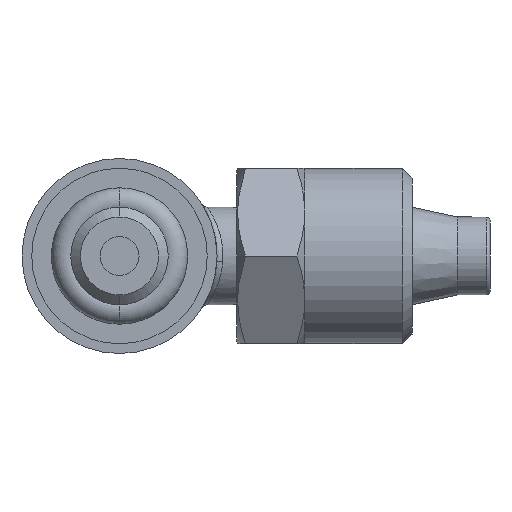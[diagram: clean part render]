
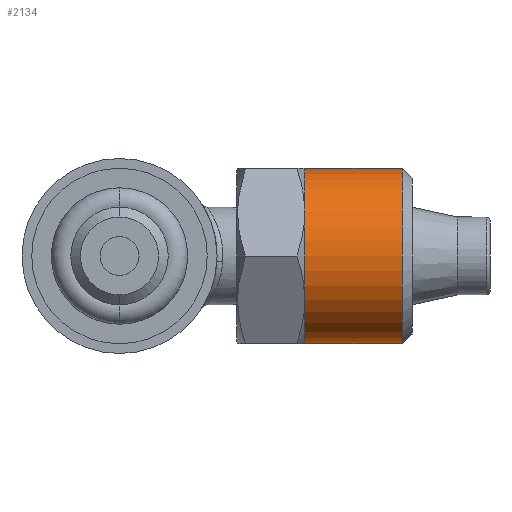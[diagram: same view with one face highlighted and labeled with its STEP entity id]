
A CAD part, front view. The second image highlights one B-rep face of the part: STEP entity #2134.
In plain terms, the highlighted cylindrical face has radius 4.5 mm (diameter 9 mm), a partial arc.
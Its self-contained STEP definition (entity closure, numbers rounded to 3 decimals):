
#39 = CARTESIAN_POINT ( 'NONE',  ( 14.5, 12.5, -4.5 ) ) ;
#50 = DIRECTION ( 'NONE',  ( 0., 0., -1. ) ) ;
#51 = DIRECTION ( 'NONE',  ( -1., 0., 0. ) ) ;
#52 = CARTESIAN_POINT ( 'NONE',  ( 9.5, 12.5, 0. ) ) ;
#53 = AXIS2_PLACEMENT_3D ( 'NONE', #52, #51, #50 ) ;
#54 = CIRCLE ( 'NONE', #53, 4.5 ) ;
#339 = CARTESIAN_POINT ( 'NONE',  ( 9.5, 8.603, 2.25 ) ) ;
#368 = CARTESIAN_POINT ( 'NONE',  ( 9.5, 12.5, 0. ) ) ;
#372 = CIRCLE ( 'NONE', #377, 4.5 ) ;
#376 = CARTESIAN_POINT ( 'NONE',  ( 14.5, 12.5, 0. ) ) ;
#377 = AXIS2_PLACEMENT_3D ( 'NONE', #368, #378, #385 ) ;
#378 = DIRECTION ( 'NONE',  ( -1., 0., 0. ) ) ;
#379 = CARTESIAN_POINT ( 'NONE',  ( 9.5, 12.5, 4.5 ) ) ;
#383 = DIRECTION ( 'NONE',  ( 0., 0., -1. ) ) ;
#384 = DIRECTION ( 'NONE',  ( -1., 0., 0. ) ) ;
#385 = DIRECTION ( 'NONE',  ( 0., 0., -1. ) ) ;
#386 = AXIS2_PLACEMENT_3D ( 'NONE', #376, #384, #383 ) ;
#387 = CIRCLE ( 'NONE', #386, 4.5 ) ;
#440 = CARTESIAN_POINT ( 'NONE',  ( 9.5, 8.603, -2.25 ) ) ;
#441 = CARTESIAN_POINT ( 'NONE',  ( 14.5, 12.5, 4.5 ) ) ;
#468 = CARTESIAN_POINT ( 'NONE',  ( 9.5, 12.5, -4.5 ) ) ;
#488 = CIRCLE ( 'NONE', #493, 4.5 ) ;
#489 = CARTESIAN_POINT ( 'NONE',  ( 9.5, 12.5, 0. ) ) ;
#490 = DIRECTION ( 'NONE',  ( -1., 0., 0. ) ) ;
#492 = DIRECTION ( 'NONE',  ( 0., 0., -1. ) ) ;
#493 = AXIS2_PLACEMENT_3D ( 'NONE', #489, #490, #492 ) ;
#531 = VECTOR ( 'NONE', #536, 1000. ) ;
#532 = CARTESIAN_POINT ( 'NONE',  ( 3.581, 12.5, -4.5 ) ) ;
#536 = DIRECTION ( 'NONE',  ( -1., 0., 0. ) ) ;
#543 = LINE ( 'NONE', #532, #531 ) ;
#2101 = EDGE_CURVE ( 'NONE', #2206, #2215, #4151, .T. ) ;
#2134 = ADVANCED_FACE ( 'NONE', ( #4194 ), #4193, .T. ) ;
#2149 = ORIENTED_EDGE ( 'NONE', *, *, #2101, .T. ) ;
#2173 = VERTEX_POINT ( 'NONE', #39 ) ;
#2174 = EDGE_LOOP ( 'NONE', ( #2180, #2149, #2209, #2219, #2190, #2296 ) ) ;
#2180 = ORIENTED_EDGE ( 'NONE', *, *, #2198, .T. ) ;
#2182 = EDGE_CURVE ( 'NONE', #2193, #2215, #54, .T. ) ;
#2184 = EDGE_CURVE ( 'NONE', #2173, #2228, #543, .T. ) ;
#2190 = ORIENTED_EDGE ( 'NONE', *, *, #2240, .F. ) ;
#2193 = VERTEX_POINT ( 'NONE', #339 ) ;
#2195 = EDGE_CURVE ( 'NONE', #2214, #2193, #372, .T. ) ;
#2198 = EDGE_CURVE ( 'NONE', #2173, #2206, #387, .T. ) ;
#2206 = VERTEX_POINT ( 'NONE', #441 ) ;
#2209 = ORIENTED_EDGE ( 'NONE', *, *, #2182, .F. ) ;
#2214 = VERTEX_POINT ( 'NONE', #440 ) ;
#2215 = VERTEX_POINT ( 'NONE', #379 ) ;
#2219 = ORIENTED_EDGE ( 'NONE', *, *, #2195, .F. ) ;
#2228 = VERTEX_POINT ( 'NONE', #468 ) ;
#2240 = EDGE_CURVE ( 'NONE', #2228, #2214, #488, .T. ) ;
#2296 = ORIENTED_EDGE ( 'NONE', *, *, #2184, .F. ) ;
#4117 = VECTOR ( 'NONE', #4149, 1000. ) ;
#4149 = DIRECTION ( 'NONE',  ( -1., 0., 0. ) ) ;
#4150 = CARTESIAN_POINT ( 'NONE',  ( 3.581, 12.5, 4.5 ) ) ;
#4151 = LINE ( 'NONE', #4150, #4117 ) ;
#4188 = DIRECTION ( 'NONE',  ( 0., 0., -1. ) ) ;
#4189 = DIRECTION ( 'NONE',  ( -1., 0., 0. ) ) ;
#4190 = CARTESIAN_POINT ( 'NONE',  ( 3.581, 12.5, 0. ) ) ;
#4191 = AXIS2_PLACEMENT_3D ( 'NONE', #4190, #4189, #4188 ) ;
#4193 = CYLINDRICAL_SURFACE ( 'NONE', #4191, 4.5 ) ;
#4194 = FACE_OUTER_BOUND ( 'NONE', #2174, .T. ) ;
